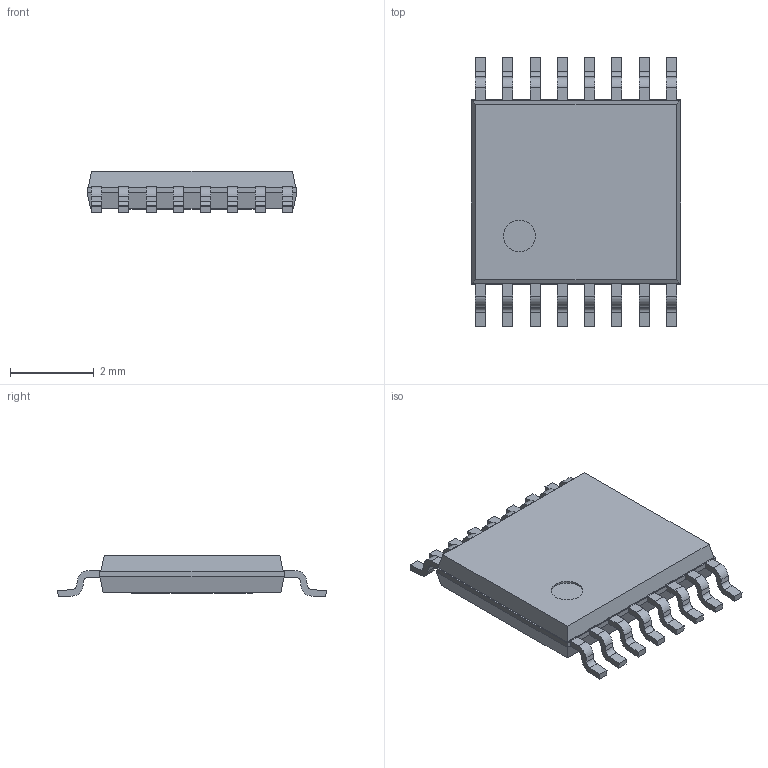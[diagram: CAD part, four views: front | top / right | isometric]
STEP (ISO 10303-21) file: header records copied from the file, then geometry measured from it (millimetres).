
FILE_DESCRIPTION(/* description */ ('Unknown'),/* implementation_level */ '2;1');
FILE_NAME(/* name */ 'TSSOP16L-EP STEP',/* time_stamp */ '2020-03-20T14:56:24+08:00',/* author */ ('Unknown'),/* organization */ ('Unknown'),/* preprocessor_version */ 'ST-DEVELOPER v16.7',/* originating_system */ 'DEX',/* authorisation */ $);
FILE_SCHEMA (('AUTOMOTIVE_DESIGN {1 0 10303 214 3 1 1}'));
Length unit declared in the file: millimetre
Products named in the file (4): TSSOP16L-EP; CPD; Lead; EP
Assembly tree (3 placements, depth 2):
  TSSOP16L-EP
    CPD
    Lead
    EP
Bounding box: 5 x 6.4 x 1 mm (x, y, z)
Volume: 19.9 mm3; surface area: 97 mm2
Topology: 18 solids, 18 shells, 356 faces, 947 edges, 630 vertices
Faces by surface type: plane 283, cylinder 73
Full cylindrical faces by diameter (mm): 0.76 x1
Entity records: 12930 total; most frequent: CARTESIAN_POINT 1936, ORIENTED_EDGE 1892, DIRECTION 1812, EDGE_CURVE 946, LINE 800, VECTOR 800, VERTEX_POINT 630, AXIS2_PLACEMENT_3D 506
